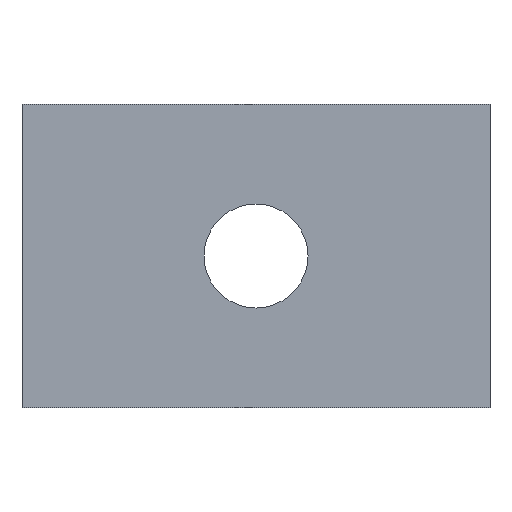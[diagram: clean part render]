
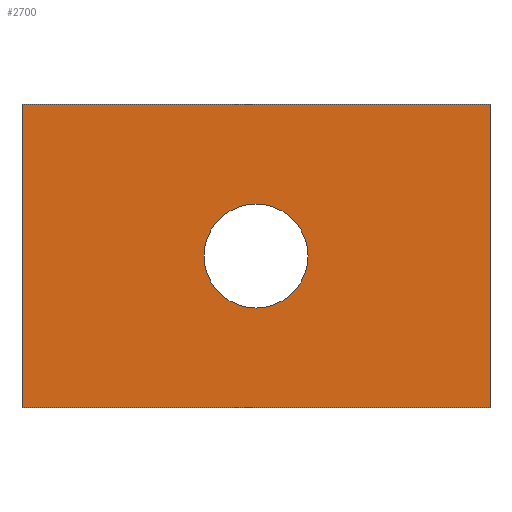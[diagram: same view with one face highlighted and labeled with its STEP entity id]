
A CAD part, front view. The second image highlights one B-rep face of the part: STEP entity #2700.
In plain terms, the highlighted face is planar.
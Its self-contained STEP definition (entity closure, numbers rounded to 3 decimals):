
#2160=CARTESIAN_POINT('',(0.,11.,-5.795));
#2170=DIRECTION('',(0.,-1.,0.));
#2180=DIRECTION('',(1.,0.,0.));
#2190=AXIS2_PLACEMENT_3D('',#2160,#2170,#2180);
#2200=PLANE('',#2190);
#2210=CARTESIAN_POINT('',(7.3,11.,-11.25));
#2220=DIRECTION('',(-1.,0.,0.));
#2230=VECTOR('',#2220,1.);
#2240=LINE('',#2210,#2230);
#2250=CARTESIAN_POINT('',(7.3,11.,-11.25));
#2260=VERTEX_POINT('',#2250);
#2270=CARTESIAN_POINT('',(-7.3,11.,-11.25));
#2280=VERTEX_POINT('',#2270);
#2290=EDGE_CURVE('',#2260,#2280,#2240,.T.);
#2300=ORIENTED_EDGE('',*,*,#2290,.T.);
#2310=CARTESIAN_POINT('',(7.3,11.,11.25));
#2320=DIRECTION('',(0.,0.,-1.));
#2330=VECTOR('',#2320,1.);
#2340=LINE('',#2310,#2330);
#2350=CARTESIAN_POINT('',(7.3,11.,11.25));
#2360=VERTEX_POINT('',#2350);
#2370=EDGE_CURVE('',#2360,#2260,#2340,.T.);
#2380=ORIENTED_EDGE('',*,*,#2370,.T.);
#2390=CARTESIAN_POINT('',(-7.3,11.,11.25));
#2400=DIRECTION('',(1.,0.,0.));
#2410=VECTOR('',#2400,1.);
#2420=LINE('',#2390,#2410);
#2430=CARTESIAN_POINT('',(-7.3,11.,11.25));
#2440=VERTEX_POINT('',#2430);
#2450=EDGE_CURVE('',#2440,#2360,#2420,.T.);
#2460=ORIENTED_EDGE('',*,*,#2450,.T.);
#2470=CARTESIAN_POINT('',(-7.3,11.,-11.25));
#2480=DIRECTION('',(0.,0.,1.));
#2490=VECTOR('',#2480,1.);
#2500=LINE('',#2470,#2490);
#2510=EDGE_CURVE('',#2280,#2440,#2500,.T.);
#2520=ORIENTED_EDGE('',*,*,#2510,.T.);
#2530=EDGE_LOOP('',(#2520,#2460,#2380,#2300));
#2540=FACE_OUTER_BOUND('',#2530,.T.);
#2550=CARTESIAN_POINT('',(0.,11.,0.));
#2560=DIRECTION('',(0.,-1.,0.));
#2570=DIRECTION('',(1.,0.,0.));
#2580=AXIS2_PLACEMENT_3D('',#2550,#2560,#2570);
#2590=CIRCLE('',#2580,2.5);
#2600=CARTESIAN_POINT('',(2.5,11.,0.));
#2610=VERTEX_POINT('',#2600);
#2620=CARTESIAN_POINT('',(-2.5,11.,0.));
#2630=VERTEX_POINT('',#2620);
#2640=EDGE_CURVE('',#2610,#2630,#2590,.T.);
#2650=ORIENTED_EDGE('',*,*,#2640,.T.);
#2660=EDGE_CURVE('',#2630,#2610,#2590,.T.);
#2670=ORIENTED_EDGE('',*,*,#2660,.T.);
#2680=EDGE_LOOP('',(#2670,#2650));
#2690=FACE_BOUND('',#2680,.T.);
#2700=ADVANCED_FACE('',(#2540,#2690),#2200,.F.);
